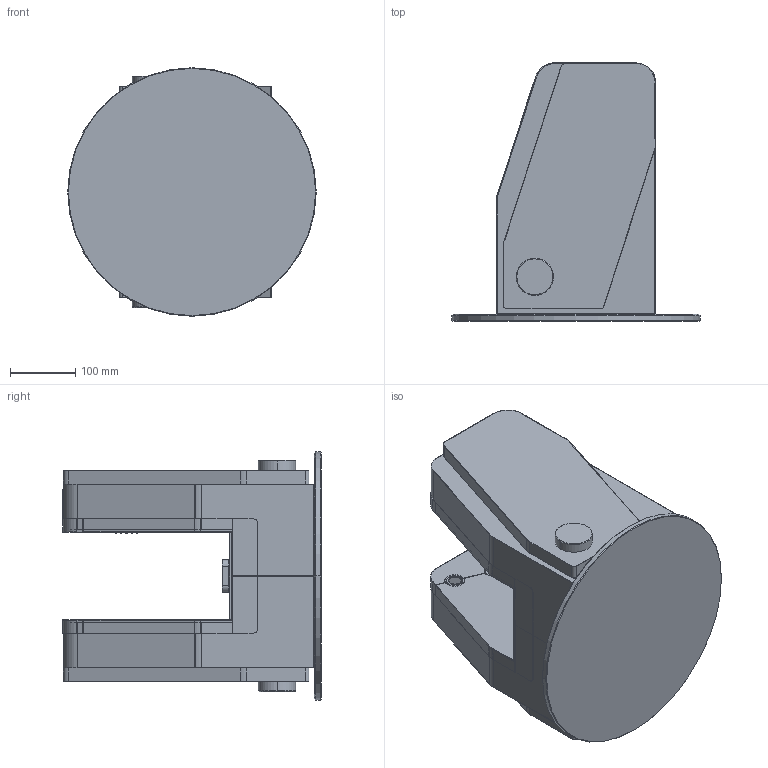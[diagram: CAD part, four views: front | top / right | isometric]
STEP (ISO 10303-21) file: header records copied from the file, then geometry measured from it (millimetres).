
FILE_DESCRIPTION (( 'STEP AP214' ), '1' );
FILE_NAME ('2.STEP', '2022-11-12T16:11:18', ( '' ), ( '' ), 'SwSTEP 2.0', 'SolidWorks 2021', '' );
FILE_SCHEMA (( 'AUTOMOTIVE_DESIGN' ));
Length unit declared in the file: millimetre
Products named in the file (1): 2
Bounding box: 380 x 394.77 x 380 mm (x, y, z)
Surface area: 1177824 mm2 (no closed solid volume)
Topology: 0 solids, 34 shells, 337 faces, 1342 edges, 1039 vertices
Faces by surface type: plane 180, cylinder 118, bspline 31, cone 8
Entity records: 17609 total; most frequent: CARTESIAN_POINT 3359, DIRECTION 2153, ORIENTED_EDGE 1828, EDGE_CURVE 1342, VERTEX_POINT 1039, VECTOR 873, LINE 873, AXIS2_PLACEMENT_3D 640
